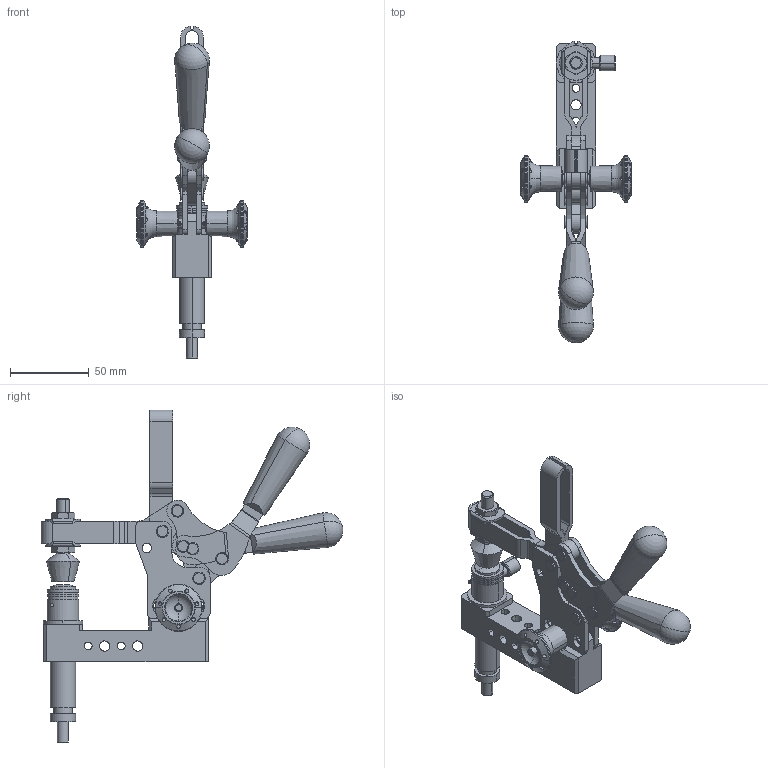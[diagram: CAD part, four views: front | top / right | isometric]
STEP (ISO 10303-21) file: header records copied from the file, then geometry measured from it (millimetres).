
FILE_DESCRIPTION(('CATIA V5 STEP'),'2;1');
FILE_NAME('KT_SPANNEINHEIT_PALETTI_SM5000V_D.stp','2011-03-15T12:13:00+00:00',('none'),('none'),'CATIA Version 5 Release 19 SP 3 (IN-10)','CATIA V5 STEP AP214','none');
FILE_SCHEMA(('AUTOMOTIVE_DESIGN { 1 0 10303 214 1 1 1 1 }'));
Length unit declared in the file: millimetre
Products named in the file (6): KT_SPANNEINHEIT_PALETTI_SM5000V_D; KT_ABSTIMMSCHEIBE_D20X2_PALETTI_SM2208N; KT_GRUNDKOERPER_PALETTI_SM5001N_D; KT_HORIZONTALSPANNER_PALETTI_SM5581V; KT_MEISTERBOCKSCHRAUBE_PALETTI_SM5108V; KT_KUGELSPERRBOLZEN_GANTER_GN_113-6-6-15
Assembly tree (6 placements, depth 2):
  KT_SPANNEINHEIT_PALETTI_SM5000V_D
    KT_ABSTIMMSCHEIBE_D20X2_PALETTI_SM2208N
    KT_GRUNDKOERPER_PALETTI_SM5001N_D
    KT_HORIZONTALSPANNER_PALETTI_SM5581V
    KT_MEISTERBOCKSCHRAUBE_PALETTI_SM5108V
    KT_KUGELSPERRBOLZEN_GANTER_GN_113-6-6-15  x2
Bounding box: 70.1 x 191.72 x 211.04 mm (x, y, z)
Volume: 181036.6 mm3; surface area: 79849.1 mm2
Topology: 15 solids, 17 shells, 694 faces, 1948 edges, 1304 vertices
Faces by surface type: cylinder 318, plane 210, cone 88, torus 64, sphere 14
Entity records: 20409 total; most frequent: CARTESIAN_POINT 5518, ORIENTED_EDGE 3366, DIRECTION 2190, EDGE_CURVE 1683, VERTEX_POINT 1108, AXIS2_PLACEMENT_3D 1091, EDGE_LOOP 751, VECTOR 674
